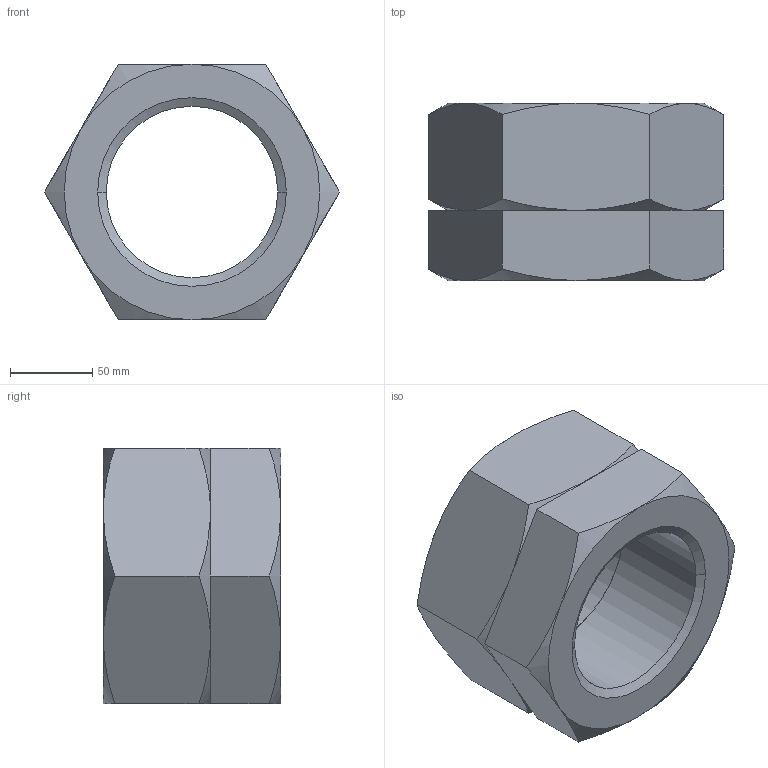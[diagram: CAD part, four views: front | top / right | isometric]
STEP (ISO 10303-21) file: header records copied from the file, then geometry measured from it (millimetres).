
FILE_DESCRIPTION((''),'2;1');
FILE_NAME('0RTHN110_____0','2019-10-29T14:26:59',('kim.bk'),(''),'CREO PARAMETRIC BY PTC INC, 2019010','CREO PARAMETRIC BY PTC INC, 2019010','');
FILE_SCHEMA(('CONFIG_CONTROL_DESIGN'));
Length unit declared in the file: millimetre
Products named in the file (1): 0RTHN110_____0
Bounding box: 178.98 x 107.6 x 155 mm (x, y, z)
Volume: 1305974.4 mm3; surface area: 150487.7 mm2
Topology: 2 solids, 2 shells, 311 faces, 854 edges, 564 vertices
Faces by surface type: plane 281, cone 26, cylinder 4
Entity records: 9890 total; most frequent: CARTESIAN_POINT 1969, ORIENTED_EDGE 1708, DIRECTION 1478, EDGE_CURVE 854, VECTOR 780, LINE 780, VERTEX_POINT 564, AXIS2_PLACEMENT_3D 349
